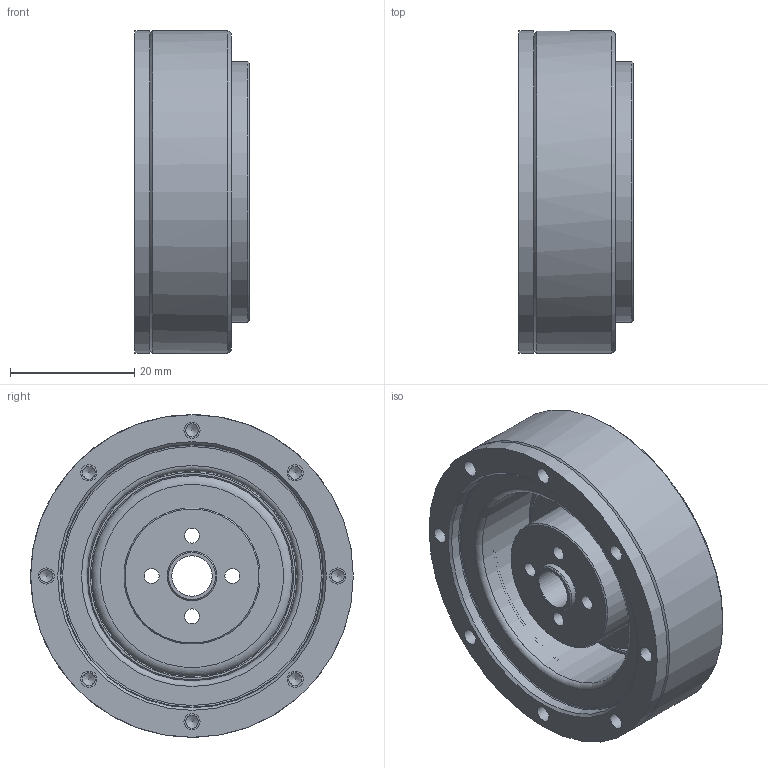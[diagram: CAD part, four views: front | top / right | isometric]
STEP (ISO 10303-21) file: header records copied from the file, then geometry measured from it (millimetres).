
FILE_DESCRIPTION(/* description */ ('STEP AP242','CAx-IF Rec.Pracs.---Representation and Presentation of Product Manufacturing Information (PMI)---4.0---2014-10-13','CAx-IF Rec.Pracs.---3D Tessellated Geometry---0.4---2014-09-14','2;1'),/* implementation_level */ '2;1');
FILE_NAME(/* name */ '688770417ce0f65ce4fedde2',/* time_stamp */ '2025-07-28T12:42:42Z',/* author */ (''),/* organization */ (''),/* preprocessor_version */ 'ST-DEVELOPER v20',/* originating_system */ 'ONSHAPE BY PTC INC, 1.201',/* authorisation */ ' ');
FILE_SCHEMA (('AP242_MANAGED_MODEL_BASED_3D_ENGINEERING_MIM_LF { 1 0 10303 442 1 1 4 }'));
Length unit declared in the file: metre
Products named in the file (13): HD-11Pro-xxx; HD-11Pro_003; HD-11Pro???? <1>; HD-11Pro_005_??; ?-14D????; 40x1.5O??_??; HD-11Pro????_?? <1>; B-2.5-??_??; 2.5-??_??; HD-11Pro_001; M1.6-??_??; HD-11Pro_004; HD-11Pro_002
Assembly tree (58 placements, depth 3):
  HD-11Pro-xxx
    HD-11Pro_003
    HD-11Pro???? <1>
      HD-11Pro_005_??
      ?-14D????
    40x1.5O??_??
    HD-11Pro????_?? <1>
      B-2.5-??_??  x24
      2.5-??_??  x24
      HD-11Pro_001
      M1.6-??_??
      HD-11Pro_004
      HD-11Pro_002
Bounding box: 18.4 x 52 x 52 mm (x, y, z)
Volume: 23246.4 mm3; surface area: 24706.9 mm2
Topology: 56 solids, 56 shells, 454 faces, 821 edges, 495 vertices
Faces by surface type: plane 149, cylinder 126, torus 111, cone 64, bspline 4
Full cylindrical faces by diameter (mm): 1.25 x1, 1.6 x9, 1.8 x1, 2 x4, 2.05 x16, 2.4 x4, 2.5 x48, 2.6 x8, 2.9 x1, 3.3 x1, 4.3 x4, 6.5 x1, 8 x1, 22 x1, 25.07 x1, 26.67 x2, 29.5 x1, 32.372 x2, 33.896 x2, 34.245 x1, 35.08 x1, 35.207 x1, 35.5 x1, 38.8 x1, 40.1 x1, 42 x3, 42.5 x1, 43 x1, 46.4 x1, 52 x2
Entity records: 6182 total; most frequent: CARTESIAN_POINT 1095, DIRECTION 1082, ORIENTED_EDGE 612, AXIS2_PLACEMENT_3D 511, FACE_BOUND 451, EDGE_LOOP 421, EDGE_CURVE 306, VERTEX_POINT 293
